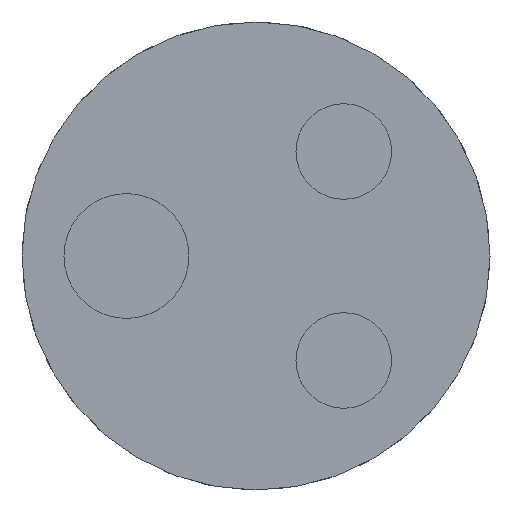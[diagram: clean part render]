
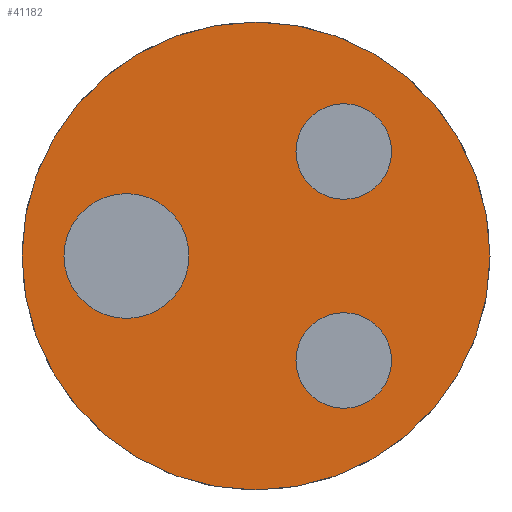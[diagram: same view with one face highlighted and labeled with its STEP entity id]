
A CAD part, left-side view. The second image highlights one B-rep face of the part: STEP entity #41182.
In plain terms, the highlighted planar face has unit normal (-1, 0, 0).
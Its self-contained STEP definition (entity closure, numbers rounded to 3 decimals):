
#41118=CARTESIAN_POINT('',(-36.,-28.,0.));
#41119=VERTEX_POINT('',#41118);
#41120=CARTESIAN_POINT('',(-36.,0.,0.));
#41121=DIRECTION('',(-1.0,0.0,0.0));
#41122=DIRECTION('',(0.0,-1.0,0.0));
#41123=AXIS2_PLACEMENT_3D('',#41120,#41121,#41122);
#41124=CIRCLE('',#41123,28.);
#41125=EDGE_CURVE('',#41119,#41119,#41124,.T.);
#41141=CARTESIAN_POINT('',(-36.,-14.,0.));
#41142=DIRECTION('',(-1.0,0.0,0.0));
#41143=DIRECTION('',(0.0,0.0,-1.0));
#41144=AXIS2_PLACEMENT_3D('',#41141,#41142,#41143);
#41145=PLANE('',#41144);
#41146=ORIENTED_EDGE('',*,*,#41125,.T.);
#41147=EDGE_LOOP('',(#41146));
#41148=FACE_OUTER_BOUND('',#41147,.T.);
#41149=CARTESIAN_POINT('',(-36.,15.5,-7.475));
#41150=VERTEX_POINT('',#41149);
#41151=CARTESIAN_POINT('',(-36.,15.5,0.));
#41152=DIRECTION('',(1.0,0.0,0.0));
#41153=DIRECTION('',(0.0,0.0,-1.0));
#41154=AXIS2_PLACEMENT_3D('',#41151,#41152,#41153);
#41155=CIRCLE('',#41154,7.475);
#41156=EDGE_CURVE('',#41150,#41150,#41155,.T.);
#41157=ORIENTED_EDGE('',*,*,#41156,.T.);
#41158=EDGE_LOOP('',(#41157));
#41159=FACE_BOUND('',#41158,.T.);
#41160=CARTESIAN_POINT('',(-36.,-10.5,-18.222));
#41161=VERTEX_POINT('',#41160);
#41162=CARTESIAN_POINT('',(-36.,-10.5,-12.5));
#41163=DIRECTION('',(1.0,0.0,0.0));
#41164=DIRECTION('',(0.0,0.0,-1.0));
#41165=AXIS2_PLACEMENT_3D('',#41162,#41163,#41164);
#41166=CIRCLE('',#41165,5.723);
#41167=EDGE_CURVE('',#41161,#41161,#41166,.T.);
#41168=ORIENTED_EDGE('',*,*,#41167,.T.);
#41169=EDGE_LOOP('',(#41168));
#41170=FACE_BOUND('',#41169,.T.);
#41171=CARTESIAN_POINT('',(-36.,-10.5,6.778));
#41172=VERTEX_POINT('',#41171);
#41173=CARTESIAN_POINT('',(-36.,-10.5,12.5));
#41174=DIRECTION('',(1.0,0.0,0.0));
#41175=DIRECTION('',(0.0,0.0,-1.0));
#41176=AXIS2_PLACEMENT_3D('',#41173,#41174,#41175);
#41177=CIRCLE('',#41176,5.723);
#41178=EDGE_CURVE('',#41172,#41172,#41177,.T.);
#41179=ORIENTED_EDGE('',*,*,#41178,.T.);
#41180=EDGE_LOOP('',(#41179));
#41181=FACE_BOUND('',#41180,.T.);
#41182=ADVANCED_FACE('',(#41148,#41159,#41170,#41181),#41145,.T.);
